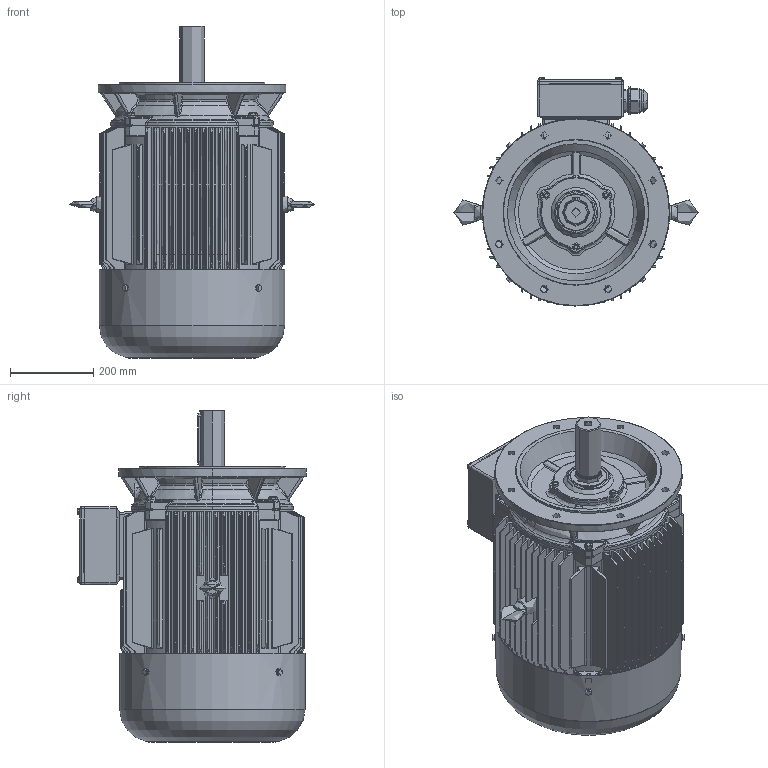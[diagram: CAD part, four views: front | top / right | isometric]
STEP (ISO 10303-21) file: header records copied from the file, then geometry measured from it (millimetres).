
FILE_DESCRIPTION(/* description */ (''),/* implementation_level */ '2;1');
FILE_NAME(/* name */ 'JM3-225S-4.8-B5.stp',/* time_stamp */ '2016-07-02T13:14:07+08:00',/* author */ (''),/* organization */ (''),/* preprocessor_version */ 'ST-DEVELOPER v15',/* originating_system */ 'SIEMENS PLM Software NX 8.5',/* authorisation */ '');
FILE_SCHEMA (('AUTOMOTIVE_DESIGN { 1 0 10303 214 3 1 1 1 }'));
Products named in the file (1): pc08107077o1r4
Bounding box: 586.4 x 547.8 x 797.19 mm (x, y, z)
Volume: 19382917.6 mm3; surface area: 4744194.6 mm2
Topology: 57 solids, 57 shells, 4826 faces, 13083 edges, 8528 vertices
Faces by surface type: plane 2970, cylinder 840, bspline 583, torus 221, cone 204, sphere 8
Full cylindrical faces by diameter (mm): 7.188 x4, 8 x8, 8.4 x4, 9.026 x6, 10 x6, 10.863 x8, 11.2 x6, 11.5 x1, 12 x17, 12.6 x8, 16 x4, 19 x8, 20 x1, 34.375 x2, 40.625 x4, 48.438 x12, 50 x4, 51.562 x12, 53.906 x2, 55 x1, 58 x3, 65 x4, 66.406 x2, 78 x2, 85 x2, 90 x2, 105 x2, 130 x2, 140 x3, 230 x1
Entity records: 185982 total; most frequent: CARTESIAN_POINT 65436, ORIENTED_EDGE 25320, DIRECTION 21363, EDGE_CURVE 12660, VERTEX_POINT 8401, LINE 8269, VECTOR 8269, AXIS2_PLACEMENT_3D 6547
